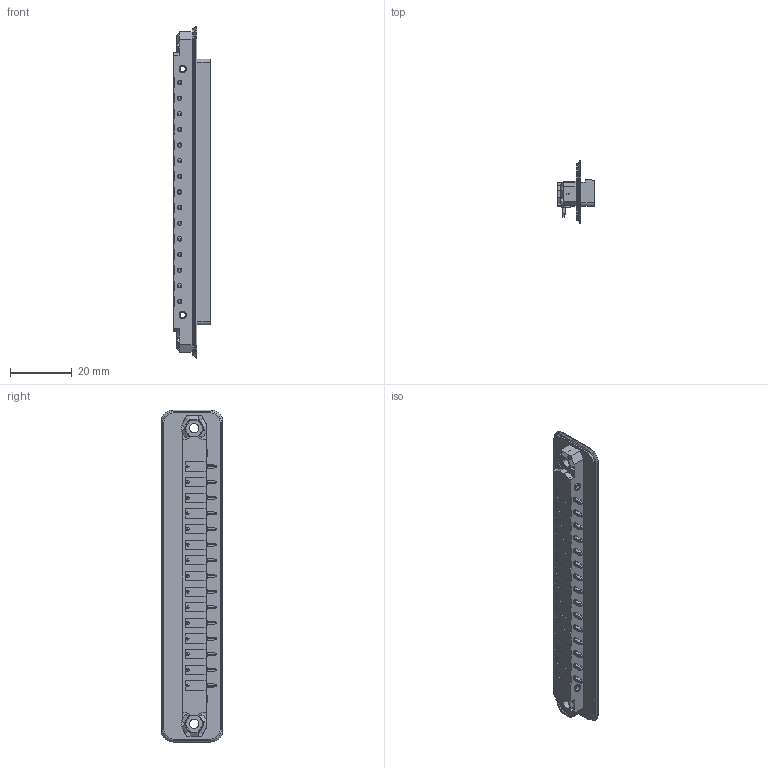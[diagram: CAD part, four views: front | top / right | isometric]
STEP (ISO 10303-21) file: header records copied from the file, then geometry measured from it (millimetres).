
FILE_DESCRIPTION(('STEP AP214'),'1');
FILE_NAME('1899113.stp','2016-07-05T05:32:12',('TraceParts'),('TraceParts S.A.'),'Spatial InterOp 3D',' ',' ');
FILE_SCHEMA(('automotive_design'));
Length unit declared in the file: millimetre
Products named in the file (1): dfk-mstba_2.5-15-gf-5.08|1#dfk-mstba_2.5-15-gf-5.08;dfk-mstba_2.5-15-gf-5.08
Bounding box: 12 x 20.07 x 107.83 mm (x, y, z)
Volume: 6624.8 mm3; surface area: 9309.7 mm2
Topology: 1 solids, 1 shells, 1453 faces, 3251 edges, 1916 vertices
Faces by surface type: plane 1176, cylinder 159, sphere 60, cone 38, torus 20
Entity records: 51195 total; most frequent: CARTESIAN_POINT 6981, DIRECTION 6907, ORIENTED_EDGE 6502, EDGE_CURVE 3251, LINE 2443, VECTOR 2443, AXIS2_PLACEMENT_3D 2232, VERTEX_POINT 1916
